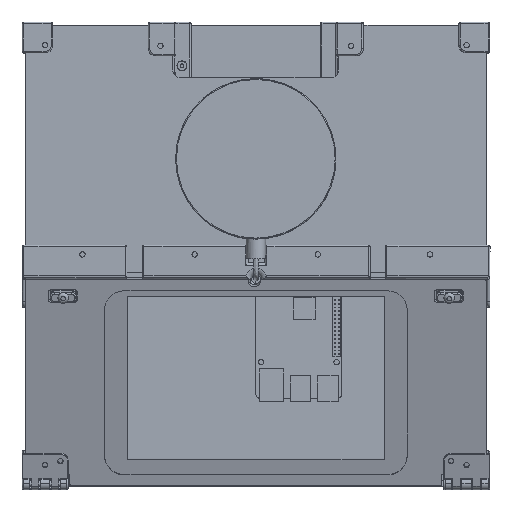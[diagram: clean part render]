
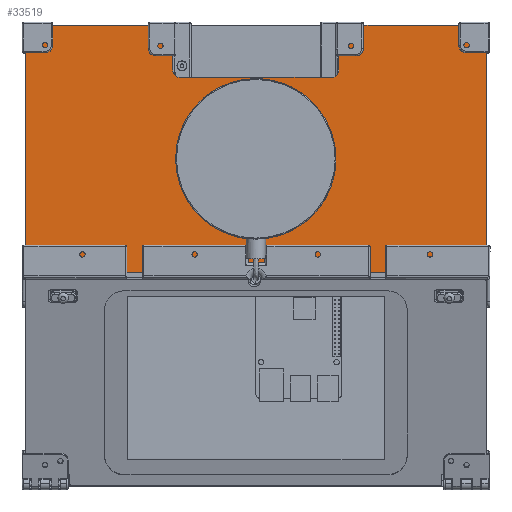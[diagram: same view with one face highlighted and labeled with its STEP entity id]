
A CAD part, top view. The second image highlights one B-rep face of the part: STEP entity #33519.
In plain terms, the highlighted planar face has unit normal (0, 0, 1).
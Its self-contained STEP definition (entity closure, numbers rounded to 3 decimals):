
#1216=CIRCLE('',#35810,2.75);
#1217=CIRCLE('',#35811,2.75);
#1219=CIRCLE('',#35815,3.5);
#1222=CIRCLE('',#35821,5.);
#1223=CIRCLE('',#35822,5.);
#3239=FACE_BOUND('',#5704,.T.);
#3769=FACE_OUTER_BOUND('',#5703,.T.);
#5703=EDGE_LOOP('',(#23102,#23103,#23104,#23105,#23106,#23107,#23108,#23109,
#23110,#23111,#23112,#23113));
#5704=EDGE_LOOP('',(#23114,#23115));
#7957=LINE('',#49357,#11044);
#7971=LINE('',#49392,#11058);
#7972=LINE('',#49395,#11059);
#7973=LINE('',#49397,#11060);
#7974=LINE('',#49399,#11061);
#7975=LINE('',#49403,#11062);
#7976=LINE('',#49407,#11063);
#7977=LINE('',#49409,#11064);
#7978=LINE('',#49410,#11065);
#11044=VECTOR('',#39651,10.);
#11058=VECTOR('',#39679,10.);
#11059=VECTOR('',#39682,10.);
#11060=VECTOR('',#39683,10.);
#11061=VECTOR('',#39684,10.);
#11062=VECTOR('',#39687,10.);
#11063=VECTOR('',#39690,10.);
#11064=VECTOR('',#39691,10.);
#11065=VECTOR('',#39692,10.);
#14122=VERTEX_POINT('',#49349);
#14123=VERTEX_POINT('',#49350);
#14124=VERTEX_POINT('',#49355);
#14125=VERTEX_POINT('',#49356);
#14129=VERTEX_POINT('',#49366);
#14139=VERTEX_POINT('',#49390);
#14140=VERTEX_POINT('',#49394);
#14141=VERTEX_POINT('',#49396);
#14142=VERTEX_POINT('',#49398);
#14143=VERTEX_POINT('',#49400);
#14144=VERTEX_POINT('',#49402);
#14145=VERTEX_POINT('',#49404);
#14146=VERTEX_POINT('',#49406);
#14147=VERTEX_POINT('',#49408);
#17600=EDGE_CURVE('',#14122,#14123,#1216,.T.);
#17601=EDGE_CURVE('',#14123,#14122,#1217,.T.);
#17603=EDGE_CURVE('',#14124,#14125,#7957,.T.);
#17609=EDGE_CURVE('',#14125,#14129,#1219,.T.);
#17621=EDGE_CURVE('',#14129,#14139,#7971,.T.);
#17622=EDGE_CURVE('',#14139,#14140,#7972,.T.);
#17623=EDGE_CURVE('',#14140,#14141,#7973,.T.);
#17624=EDGE_CURVE('',#14141,#14142,#7974,.T.);
#17625=EDGE_CURVE('',#14143,#14142,#1222,.T.);
#17626=EDGE_CURVE('',#14143,#14144,#7975,.T.);
#17627=EDGE_CURVE('',#14145,#14144,#1223,.T.);
#17628=EDGE_CURVE('',#14145,#14146,#7976,.T.);
#17629=EDGE_CURVE('',#14146,#14147,#7977,.T.);
#17630=EDGE_CURVE('',#14147,#14124,#7978,.T.);
#23102=ORIENTED_EDGE('',*,*,#17603,.T.);
#23103=ORIENTED_EDGE('',*,*,#17609,.T.);
#23104=ORIENTED_EDGE('',*,*,#17621,.T.);
#23105=ORIENTED_EDGE('',*,*,#17622,.T.);
#23106=ORIENTED_EDGE('',*,*,#17623,.T.);
#23107=ORIENTED_EDGE('',*,*,#17624,.T.);
#23108=ORIENTED_EDGE('',*,*,#17625,.F.);
#23109=ORIENTED_EDGE('',*,*,#17626,.T.);
#23110=ORIENTED_EDGE('',*,*,#17627,.F.);
#23111=ORIENTED_EDGE('',*,*,#17628,.T.);
#23112=ORIENTED_EDGE('',*,*,#17629,.T.);
#23113=ORIENTED_EDGE('',*,*,#17630,.T.);
#23114=ORIENTED_EDGE('',*,*,#17600,.T.);
#23115=ORIENTED_EDGE('',*,*,#17601,.T.);
#32474=PLANE('',#35820);
#33519=ADVANCED_FACE('',(#3769,#3239),#32474,.T.);
#35810=AXIS2_PLACEMENT_3D('',#49351,#39644,#39645);
#35811=AXIS2_PLACEMENT_3D('',#49352,#39646,#39647);
#35815=AXIS2_PLACEMENT_3D('',#49368,#39660,#39661);
#35820=AXIS2_PLACEMENT_3D('',#49393,#39680,#39681);
#35821=AXIS2_PLACEMENT_3D('',#49401,#39685,#39686);
#35822=AXIS2_PLACEMENT_3D('',#49405,#39688,#39689);
#39644=DIRECTION('center_axis',(0.,0.,-1.));
#39645=DIRECTION('ref_axis',(0.,1.,0.));
#39646=DIRECTION('center_axis',(0.,0.,-1.));
#39647=DIRECTION('ref_axis',(0.,1.,0.));
#39651=DIRECTION('',(1.,0.,0.));
#39660=DIRECTION('center_axis',(0.,0.,-1.));
#39661=DIRECTION('ref_axis',(0.,1.,0.));
#39679=DIRECTION('',(1.,0.,0.));
#39680=DIRECTION('center_axis',(0.,0.,1.));
#39681=DIRECTION('ref_axis',(0.,1.,0.));
#39682=DIRECTION('',(0.,1.,0.));
#39683=DIRECTION('',(-1.,0.,0.));
#39684=DIRECTION('',(0.,-1.,0.));
#39685=DIRECTION('center_axis',(0.,0.,1.));
#39686=DIRECTION('ref_axis',(0.707,-0.707,0.));
#39687=DIRECTION('',(-1.,0.,0.));
#39688=DIRECTION('center_axis',(0.,0.,1.));
#39689=DIRECTION('ref_axis',(-0.707,-0.707,0.));
#39690=DIRECTION('',(0.,1.,0.));
#39691=DIRECTION('',(-1.,0.,0.));
#39692=DIRECTION('',(0.,-1.,0.));
#49349=CARTESIAN_POINT('',(150.,80.75,5.));
#49350=CARTESIAN_POINT('',(150.,75.25,5.));
#49351=CARTESIAN_POINT('Origin',(150.,78.,5.));
#49352=CARTESIAN_POINT('Origin',(150.,78.,5.));
#49355=CARTESIAN_POINT('',(0.,4.,5.));
#49356=CARTESIAN_POINT('',(148.197,4.,5.));
#49357=CARTESIAN_POINT('',(149.07,4.,5.));
#49366=CARTESIAN_POINT('',(151.803,4.,5.));
#49368=CARTESIAN_POINT('Origin',(150.,1.,5.));
#49390=CARTESIAN_POINT('',(300.,4.,5.));
#49392=CARTESIAN_POINT('',(150.,4.,5.));
#49393=CARTESIAN_POINT('Origin',(150.,83.,5.));
#49394=CARTESIAN_POINT('',(300.,165.,5.));
#49395=CARTESIAN_POINT('',(300.,83.,5.));
#49396=CARTESIAN_POINT('',(204.,165.,5.));
#49397=CARTESIAN_POINT('',(150.,165.,5.));
#49398=CARTESIAN_POINT('',(204.,136.,5.));
#49399=CARTESIAN_POINT('',(204.,124.,5.));
#49400=CARTESIAN_POINT('',(199.,131.,5.));
#49401=CARTESIAN_POINT('Origin',(199.,136.,5.));
#49402=CARTESIAN_POINT('',(101.,131.,5.));
#49403=CARTESIAN_POINT('',(177.,131.,5.));
#49404=CARTESIAN_POINT('',(96.,136.,5.));
#49405=CARTESIAN_POINT('Origin',(101.,136.,5.));
#49406=CARTESIAN_POINT('',(96.,165.,5.));
#49407=CARTESIAN_POINT('',(96.,107.,5.));
#49408=CARTESIAN_POINT('',(0.,165.,5.));
#49409=CARTESIAN_POINT('',(150.,165.,5.));
#49410=CARTESIAN_POINT('',(0.,83.,5.));
